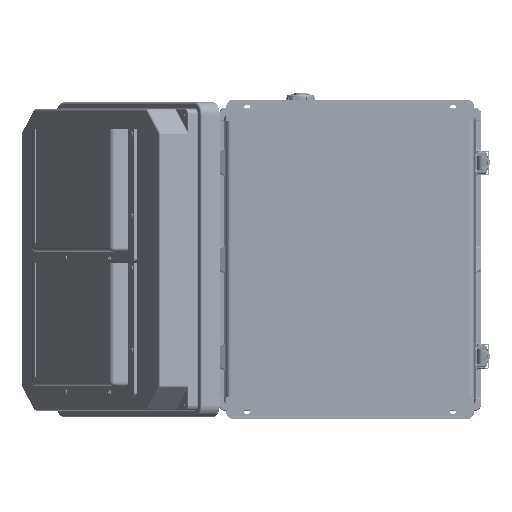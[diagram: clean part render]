
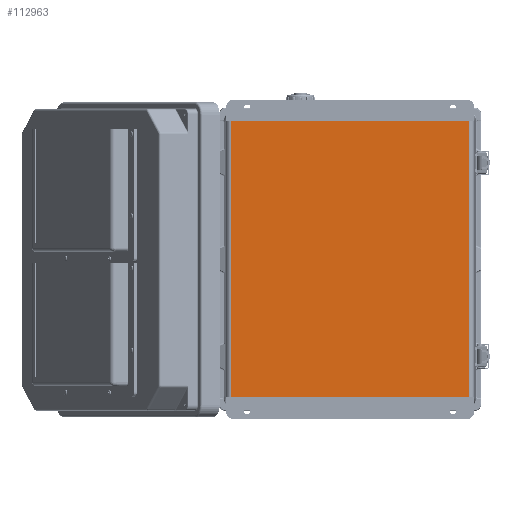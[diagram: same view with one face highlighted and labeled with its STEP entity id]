
A CAD part, front view. The second image highlights one B-rep face of the part: STEP entity #112963.
In plain terms, the highlighted planar face has unit normal (0, -1, 0).
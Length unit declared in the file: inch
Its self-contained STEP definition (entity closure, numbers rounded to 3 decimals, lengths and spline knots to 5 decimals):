
#67 = VECTOR ( 'NONE', #45305, 39.37008 ) ;
#186 = LINE ( 'NONE', #74168, #67 ) ;
#1011 = LINE ( 'NONE', #50956, #86189 ) ;
#3493 = ORIENTED_EDGE ( 'NONE', *, *, #115958, .F. ) ;
#5441 = CARTESIAN_POINT ( 'NONE',  ( 5.78771, 0.05906, -14.4685 ) ) ;
#6070 = ORIENTED_EDGE ( 'NONE', *, *, #71750, .T. ) ;
#6181 = PLANE ( 'NONE',  #31899 ) ;
#9423 = FACE_OUTER_BOUND ( 'NONE', #95509, .T. ) ;
#10694 = EDGE_CURVE ( 'NONE', #82624, #74285, #109758, .T. ) ;
#13403 = CARTESIAN_POINT ( 'NONE',  ( 5.78771, 0.05906, -1.04331 ) ) ;
#26581 = ORIENTED_EDGE ( 'NONE', *, *, #10694, .F. ) ;
#27138 = CARTESIAN_POINT ( 'NONE',  ( 6.11811, 0.05906, -14.4685 ) ) ;
#31899 = AXIS2_PLACEMENT_3D ( 'NONE', #45358, #55732, #124618 ) ;
#45305 = DIRECTION ( 'NONE',  ( 0., 0., 1. ) ) ;
#45358 = CARTESIAN_POINT ( 'NONE',  ( 6.11811, 0.05906, -1.04331 ) ) ;
#49926 = VECTOR ( 'NONE', #105121, 39.37008 ) ;
#50956 = CARTESIAN_POINT ( 'NONE',  ( 6.11811, 0.05906, -1.04331 ) ) ;
#52442 = LINE ( 'NONE', #27138, #49926 ) ;
#55732 = DIRECTION ( 'NONE',  ( 0., 1., 0. ) ) ;
#60861 = DIRECTION ( 'NONE',  ( -1., 0., 0. ) ) ;
#61171 = DIRECTION ( 'NONE',  ( 0., 0., 1. ) ) ;
#67288 = EDGE_CURVE ( 'NONE', #114927, #74285, #1011, .T. ) ;
#70647 = CARTESIAN_POINT ( 'NONE',  ( -5.78771, 0.05906, -1.04331 ) ) ;
#71750 = EDGE_CURVE ( 'NONE', #122655, #114927, #186, .T. ) ;
#74168 = CARTESIAN_POINT ( 'NONE',  ( 5.78771, 0.05906, -1.04331 ) ) ;
#74285 = VERTEX_POINT ( 'NONE', #126781 ) ;
#82624 = VERTEX_POINT ( 'NONE', #98869 ) ;
#86189 = VECTOR ( 'NONE', #60861, 39.37008 ) ;
#95509 = EDGE_LOOP ( 'NONE', ( #26581, #3493, #6070, #117669 ) ) ;
#98869 = CARTESIAN_POINT ( 'NONE',  ( -5.78771, 0.05906, -14.4685 ) ) ;
#105121 = DIRECTION ( 'NONE',  ( -1., 0., 0. ) ) ;
#109538 = VECTOR ( 'NONE', #61171, 39.37008 ) ;
#109758 = LINE ( 'NONE', #70647, #109538 ) ;
#112963 = ADVANCED_FACE ( 'NONE', ( #9423 ), #6181, .F. ) ;
#114927 = VERTEX_POINT ( 'NONE', #13403 ) ;
#115958 = EDGE_CURVE ( 'NONE', #122655, #82624, #52442, .T. ) ;
#117669 = ORIENTED_EDGE ( 'NONE', *, *, #67288, .T. ) ;
#122655 = VERTEX_POINT ( 'NONE', #5441 ) ;
#124618 = DIRECTION ( 'NONE',  ( 0., 0., 1. ) ) ;
#126781 = CARTESIAN_POINT ( 'NONE',  ( -5.78771, 0.05906, -1.04331 ) ) ;
